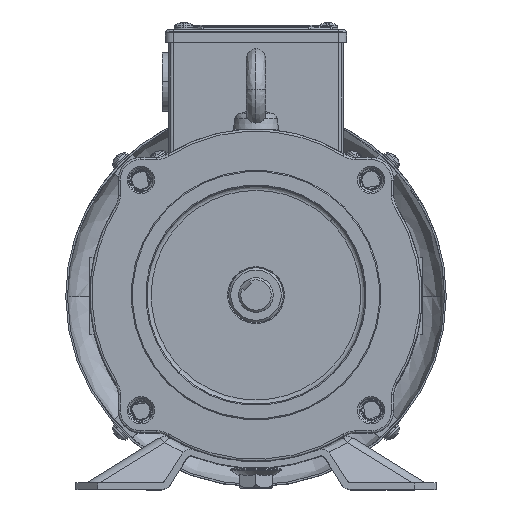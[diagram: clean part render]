
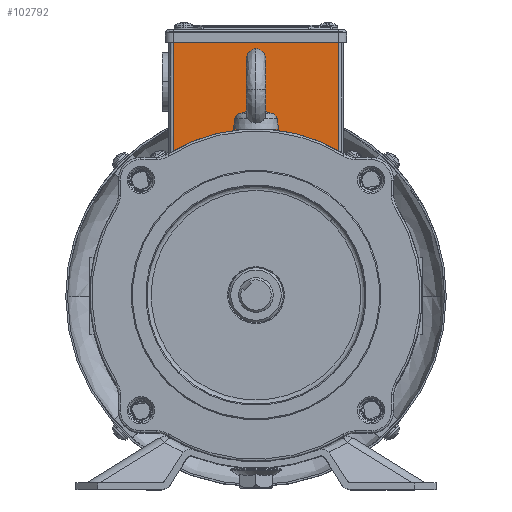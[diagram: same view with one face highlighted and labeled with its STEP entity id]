
A CAD part, top view. The second image highlights one B-rep face of the part: STEP entity #102792.
In plain terms, the highlighted planar face has unit normal (0, 0, 1).
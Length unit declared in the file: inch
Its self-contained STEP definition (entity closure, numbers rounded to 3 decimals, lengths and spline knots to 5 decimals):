
#2534 = EDGE_CURVE ( 'NONE', #134886, #17154, #90996, .T. ) ;
#2637 = AXIS2_PLACEMENT_3D ( 'NONE', #88250, #45520, #87799 ) ;
#3867 = VECTOR ( 'NONE', #23486, 39.37008 ) ;
#11744 = VECTOR ( 'NONE', #120810, 39.37008 ) ;
#12516 = CARTESIAN_POINT ( 'NONE',  ( 2.00104, 4.64211, -9.25509 ) ) ;
#16865 = VECTOR ( 'NONE', #85468, 39.37008 ) ;
#17154 = VERTEX_POINT ( 'NONE', #12516 ) ;
#23486 = DIRECTION ( 'NONE',  ( 0.707, 0.707, 0. ) ) ;
#31648 = LINE ( 'NONE', #47025, #11744 ) ;
#31991 = LINE ( 'NONE', #84238, #3867 ) ;
#35465 = DIRECTION ( 'NONE',  ( 0.707, -0.707, 0. ) ) ;
#38526 = EDGE_CURVE ( 'NONE', #134886, #40308, #31648, .T. ) ;
#40308 = VERTEX_POINT ( 'NONE', #85999 ) ;
#43345 = ORIENTED_EDGE ( 'NONE', *, *, #126339, .T. ) ;
#43415 = ORIENTED_EDGE ( 'NONE', *, *, #38526, .F. ) ;
#45520 = DIRECTION ( 'NONE',  ( 0., 0., -1. ) ) ;
#47025 = CARTESIAN_POINT ( 'NONE',  ( 2.44646, 0.85603, -9.25509 ) ) ;
#77295 = VERTEX_POINT ( 'NONE', #108733 ) ;
#84176 = DIRECTION ( 'NONE',  ( 0., 0., -1. ) ) ;
#84238 = CARTESIAN_POINT ( 'NONE',  ( 0.33071, 2.97178, -9.25509 ) ) ;
#85468 = DIRECTION ( 'NONE',  ( -0.707, 0.707, 0. ) ) ;
#85987 = ORIENTED_EDGE ( 'NONE', *, *, #111843, .F. ) ;
#85999 = CARTESIAN_POINT ( 'NONE',  ( 2.58145, 0.99101, -9.25509 ) ) ;
#87799 = DIRECTION ( 'NONE',  ( -0.707, 0.707, 0. ) ) ;
#88250 = CARTESIAN_POINT ( 'NONE',  ( -0.31515, 0.21016, -9.25509 ) ) ;
#88624 = ORIENTED_EDGE ( 'NONE', *, *, #2534, .T. ) ;
#89025 = CIRCLE ( 'NONE', #2637, 3. ) ;
#90996 = LINE ( 'NONE', #105377, #16865 ) ;
#92995 = PLANE ( 'NONE',  #123109 ) ;
#100538 = EDGE_LOOP ( 'NONE', ( #43345, #43415, #88624, #85987 ) ) ;
#102792 = ADVANCED_FACE ( 'NONE', ( #106423 ), #92995, .F. ) ;
#105377 = CARTESIAN_POINT ( 'NONE',  ( 2.00104, 4.64211, -9.25509 ) ) ;
#106423 = FACE_OUTER_BOUND ( 'NONE', #100538, .T. ) ;
#108733 = CARTESIAN_POINT ( 'NONE',  ( 0.46569, 3.10676, -9.25509 ) ) ;
#111843 = EDGE_CURVE ( 'NONE', #77295, #17154, #31991, .T. ) ;
#120810 = DIRECTION ( 'NONE',  ( -0.707, -0.707, 0. ) ) ;
#123109 = AXIS2_PLACEMENT_3D ( 'NONE', #124898, #84176, #35465 ) ;
#124898 = CARTESIAN_POINT ( 'NONE',  ( 2.44646, 0.85603, -9.25509 ) ) ;
#126339 = EDGE_CURVE ( 'NONE', #77295, #40308, #89025, .T. ) ;
#131801 = CARTESIAN_POINT ( 'NONE',  ( 4.11679, 2.52636, -9.25509 ) ) ;
#134886 = VERTEX_POINT ( 'NONE', #131801 ) ;
